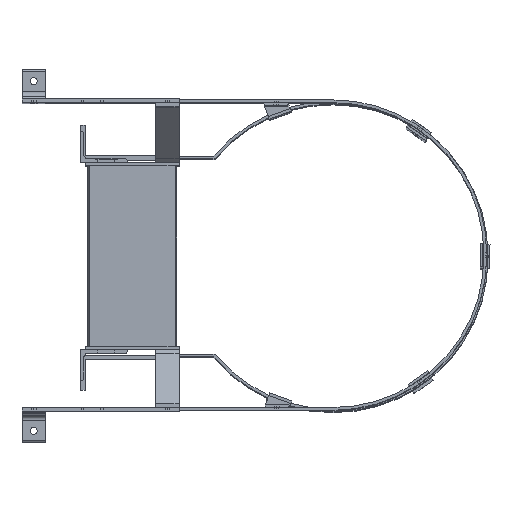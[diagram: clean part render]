
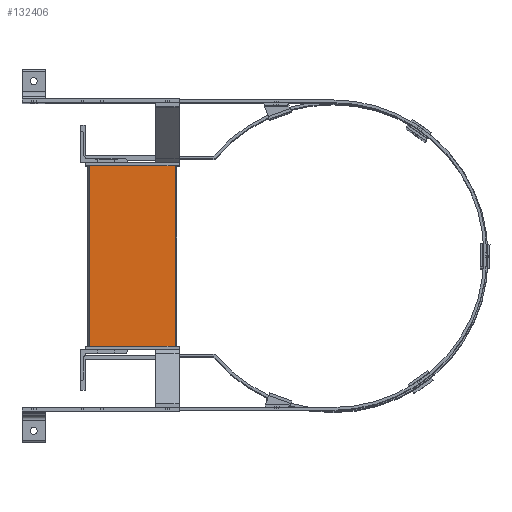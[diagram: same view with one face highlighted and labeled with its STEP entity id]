
A CAD part, top view. The second image highlights one B-rep face of the part: STEP entity #132406.
In plain terms, the highlighted face is planar.
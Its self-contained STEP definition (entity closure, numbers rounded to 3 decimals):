
#132406 = ADVANCED_FACE('',(#132407),#132421,.T.);
#132407 = FACE_BOUND('',#132408,.T.);
#132408 = EDGE_LOOP('',(#132409,#132432,#132448,#132464));
#132409 = ORIENTED_EDGE('',*,*,#132410,.F.);
#132410 = EDGE_CURVE('',#132411,#132413,#132415,.T.);
#132411 = VERTEX_POINT('',#132412);
#132412 = CARTESIAN_POINT('',(125.,192.,-388.));
#132413 = VERTEX_POINT('',#132414);
#132414 = CARTESIAN_POINT('',(125.,8.,-388.));
#132415 = SURFACE_CURVE('',#132416,(#132420),.PCURVE_S1.);
#132416 = LINE('',#132417,#132418);
#132417 = CARTESIAN_POINT('',(125.,192.,-388.));
#132418 = VECTOR('',#132419,1.);
#132419 = DIRECTION('',(0.,-1.,0.));
#132420 = PCURVE('',#132421,#132426);
#132421 = PLANE('',#132422);
#132422 = AXIS2_PLACEMENT_3D('',#132423,#132424,#132425);
#132423 = CARTESIAN_POINT('',(125.,100.,-196.));
#132424 = DIRECTION('',(1.,0.,0.));
#132425 = DIRECTION('',(0.,1.,0.));
#132426 = DEFINITIONAL_REPRESENTATION('',(#132427),#132431);
#132427 = LINE('',#132428,#132429);
#132428 = CARTESIAN_POINT('',(92.,-192.));
#132429 = VECTOR('',#132430,1.);
#132430 = DIRECTION('',(-1.,0.));
#132431 = ( GEOMETRIC_REPRESENTATION_CONTEXT(2) 
PARAMETRIC_REPRESENTATION_CONTEXT() REPRESENTATION_CONTEXT('2D SPACE',''
  ) );
#132432 = ORIENTED_EDGE('',*,*,#132433,.F.);
#132433 = EDGE_CURVE('',#132434,#132411,#132436,.T.);
#132434 = VERTEX_POINT('',#132435);
#132435 = CARTESIAN_POINT('',(125.,192.,-4.));
#132436 = SURFACE_CURVE('',#132437,(#132441),.PCURVE_S1.);
#132437 = LINE('',#132438,#132439);
#132438 = CARTESIAN_POINT('',(125.,192.,-4.));
#132439 = VECTOR('',#132440,1.);
#132440 = DIRECTION('',(0.,0.,-1.));
#132441 = PCURVE('',#132421,#132442);
#132442 = DEFINITIONAL_REPRESENTATION('',(#132443),#132447);
#132443 = LINE('',#132444,#132445);
#132444 = CARTESIAN_POINT('',(92.,192.));
#132445 = VECTOR('',#132446,1.);
#132446 = DIRECTION('',(0.,-1.));
#132447 = ( GEOMETRIC_REPRESENTATION_CONTEXT(2) 
PARAMETRIC_REPRESENTATION_CONTEXT() REPRESENTATION_CONTEXT('2D SPACE',''
  ) );
#132448 = ORIENTED_EDGE('',*,*,#132449,.F.);
#132449 = EDGE_CURVE('',#132450,#132434,#132452,.T.);
#132450 = VERTEX_POINT('',#132451);
#132451 = CARTESIAN_POINT('',(125.,8.,-4.));
#132452 = SURFACE_CURVE('',#132453,(#132457),.PCURVE_S1.);
#132453 = LINE('',#132454,#132455);
#132454 = CARTESIAN_POINT('',(125.,8.,-4.));
#132455 = VECTOR('',#132456,1.);
#132456 = DIRECTION('',(0.,1.,0.));
#132457 = PCURVE('',#132421,#132458);
#132458 = DEFINITIONAL_REPRESENTATION('',(#132459),#132463);
#132459 = LINE('',#132460,#132461);
#132460 = CARTESIAN_POINT('',(-92.,192.));
#132461 = VECTOR('',#132462,1.);
#132462 = DIRECTION('',(1.,0.));
#132463 = ( GEOMETRIC_REPRESENTATION_CONTEXT(2) 
PARAMETRIC_REPRESENTATION_CONTEXT() REPRESENTATION_CONTEXT('2D SPACE',''
  ) );
#132464 = ORIENTED_EDGE('',*,*,#132465,.T.);
#132465 = EDGE_CURVE('',#132450,#132413,#132466,.T.);
#132466 = SURFACE_CURVE('',#132467,(#132471),.PCURVE_S1.);
#132467 = LINE('',#132468,#132469);
#132468 = CARTESIAN_POINT('',(125.,8.,-4.));
#132469 = VECTOR('',#132470,1.);
#132470 = DIRECTION('',(0.,0.,-1.));
#132471 = PCURVE('',#132421,#132472);
#132472 = DEFINITIONAL_REPRESENTATION('',(#132473),#132477);
#132473 = LINE('',#132474,#132475);
#132474 = CARTESIAN_POINT('',(-92.,192.));
#132475 = VECTOR('',#132476,1.);
#132476 = DIRECTION('',(0.,-1.));
#132477 = ( GEOMETRIC_REPRESENTATION_CONTEXT(2) 
PARAMETRIC_REPRESENTATION_CONTEXT() REPRESENTATION_CONTEXT('2D SPACE',''
  ) );
